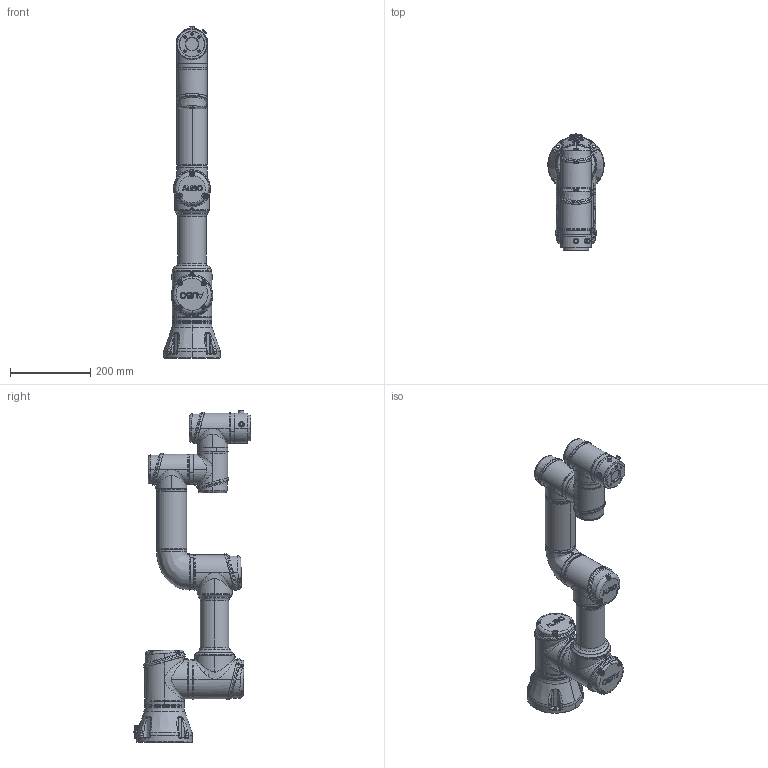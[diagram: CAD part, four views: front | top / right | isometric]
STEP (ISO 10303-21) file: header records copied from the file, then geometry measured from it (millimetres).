
FILE_DESCRIPTION (( 'STEP AP214' ), '1' );
FILE_NAME ('iS3-Íâ·¢Ä£ÐÍ.STEP', '2025-10-30T07:12:31', ( '' ), ( '' ), 'SwSTEP 2.0', 'SolidWorks 2024', '' );
FILE_SCHEMA (( 'AUTOMOTIVE_DESIGN' ));
Length unit declared in the file: millimetre
Products named in the file (8): iS3-小臂-简化; iS3-大臂-简化; iS3-外发模型; iS3-底座; iS3-末端（简化a）; iS3-ID6; iS3-ID5; M20P-关节简化（ID1-iS3）
Assembly tree (7 placements, depth 2):
  iS3-外发模型
    iS3-ID5
    iS3-ID6
    iS3-大臂-简化
    iS3-底座
    iS3-末端（简化a）
    M20P-关节简化（ID1-iS3）
    iS3-小臂-简化
Bounding box: 140 x 291.5 x 826 mm (x, y, z)
Volume: 7784104 mm3; surface area: 529584.6 mm2
Topology: 10 solids, 35 shells, 2321 faces, 6172 edges, 4045 vertices
Faces by surface type: plane 838, cylinder 656, bspline 349, cone 212, torus 204, sphere 62
Entity records: 151766 total; most frequent: CARTESIAN_POINT 76230, ORIENTED_EDGE 12296, DIRECTION 10595, EDGE_CURVE 6148, AXIS2_PLACEMENT_3D 4295, VERTEX_POINT 4045, EDGE_LOOP 2503, ADVANCED_FACE 2321
